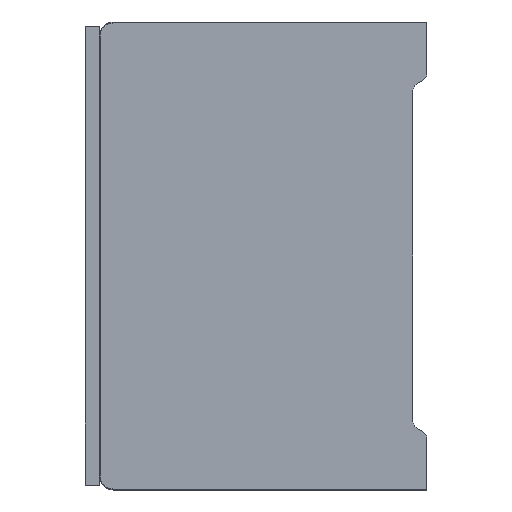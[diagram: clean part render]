
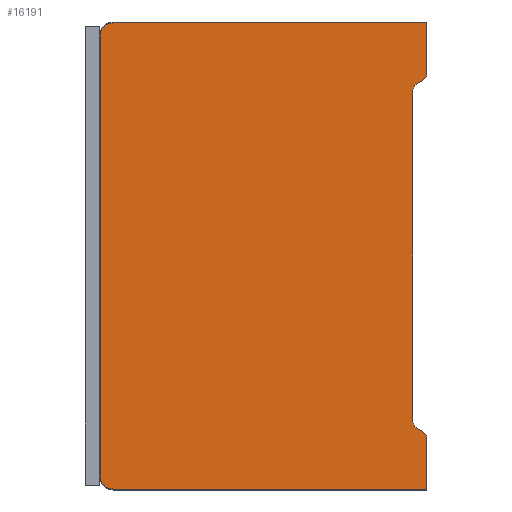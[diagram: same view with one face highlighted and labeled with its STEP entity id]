
A CAD part, left-side view. The second image highlights one B-rep face of the part: STEP entity #16191.
In plain terms, the highlighted planar face has unit normal (-1, 0, 0).
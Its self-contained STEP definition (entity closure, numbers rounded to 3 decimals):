
#3125=DIRECTION('',(0.,0.,1.));
#3126=VECTOR('',#3125,10.8);
#3127=CARTESIAN_POINT('',(0.,0.,-99.8));
#3128=LINE('',#3127,#3126);
#3145=DIRECTION('',(0.,0.,1.));
#3146=VECTOR('',#3145,70.226);
#3147=CARTESIAN_POINT('',(0.,3.,-85.113));
#3148=LINE('',#3147,#3146);
#3173=CARTESIAN_POINT('',(0.,67.,-97.));
#3174=DIRECTION('',(1.,0.,0.));
#3175=DIRECTION('',(0.,0.,-1.));
#3176=AXIS2_PLACEMENT_3D('',#3173,#3174,#3175);
#3178=CARTESIAN_POINT('',(0.,67.,-3.));
#3179=DIRECTION('',(1.,0.,0.));
#3180=DIRECTION('',(0.,1.,0.));
#3181=AXIS2_PLACEMENT_3D('',#3178,#3179,#3180);
#3183=CARTESIAN_POINT('',(0.,1.732,-11.));
#3184=DIRECTION('',(1.,0.,0.));
#3185=DIRECTION('',(0.,-1.,0.));
#3186=AXIS2_PLACEMENT_3D('',#3183,#3184,#3185);
#3188=DIRECTION('',(0.,0.866,-0.5));
#3189=VECTOR('',#3188,1.309);
#3190=CARTESIAN_POINT('',(0.,0.866,-12.5));
#3191=LINE('',#3190,#3189);
#3192=CARTESIAN_POINT('',(0.,1.,-14.887));
#3193=DIRECTION('',(-1.,0.,0.));
#3194=DIRECTION('',(0.,0.5,0.866));
#3195=AXIS2_PLACEMENT_3D('',#3192,#3193,#3194);
#3197=CARTESIAN_POINT('',(0.,1.,-85.113));
#3198=DIRECTION('',(-1.,0.,0.));
#3199=DIRECTION('',(0.,1.,0.));
#3200=AXIS2_PLACEMENT_3D('',#3197,#3198,#3199);
#3202=DIRECTION('',(0.,-0.866,-0.5));
#3203=VECTOR('',#3202,1.309);
#3204=CARTESIAN_POINT('',(0.,2.,
-86.845));
#3205=LINE('',#3204,#3203);
#3206=CARTESIAN_POINT('',(0.,1.732,-89.));
#3207=DIRECTION('',(1.,0.,0.));
#3208=DIRECTION('',(0.,-0.5,0.866));
#3209=AXIS2_PLACEMENT_3D('',#3206,#3207,#3208);
#3215=DIRECTION('',(0.,-1.,0.));
#3216=VECTOR('',#3215,67.);
#3217=CARTESIAN_POINT('',(0.,67.,
-99.8));
#3218=LINE('',#3217,#3216);
#3542=DIRECTION('',(0.,0.,1.));
#3543=VECTOR('',#3542,10.8);
#3544=CARTESIAN_POINT('',(0.,0.,-11.));
#3545=LINE('',#3544,#3543);
#3560=DIRECTION('',(0.,1.,0.));
#3561=VECTOR('',#3560,67.);
#3562=CARTESIAN_POINT('',(0.,0.,-0.2));
#3563=LINE('',#3562,#3561);
#3583=DIRECTION('',(0.,0.,-1.));
#3584=VECTOR('',#3583,94.);
#3585=CARTESIAN_POINT('',(0.,69.8,
-3.));
#3586=LINE('',#3585,#3584);
#10710=CARTESIAN_POINT('',(0.,67.,
-99.8));
#10711=CARTESIAN_POINT('',(0.,69.8,
-97.));
#10712=VERTEX_POINT('',#10710);
#10713=VERTEX_POINT('',#10711);
#10714=CARTESIAN_POINT('',(0.,0.,-99.8));
#10715=VERTEX_POINT('',#10714);
#10716=CARTESIAN_POINT('',(0.,69.8,
-3.));
#10717=VERTEX_POINT('',#10716);
#10718=CARTESIAN_POINT('',(0.,67.,
-0.2));
#10719=VERTEX_POINT('',#10718);
#10720=CARTESIAN_POINT('',(0.,0.,-0.2));
#10721=VERTEX_POINT('',#10720);
#10722=CARTESIAN_POINT('',(0.,0.,-11.));
#10723=VERTEX_POINT('',#10722);
#10724=CARTESIAN_POINT('',(0.,0.866,-12.5));
#10725=VERTEX_POINT('',#10724);
#10726=CARTESIAN_POINT('',(0.,2.,
-13.155));
#10727=VERTEX_POINT('',#10726);
#10728=CARTESIAN_POINT('',(0.,3.,-14.887));
#10729=VERTEX_POINT('',#10728);
#10730=CARTESIAN_POINT('',(0.,3.,-85.113));
#10731=VERTEX_POINT('',#10730);
#10732=CARTESIAN_POINT('',(0.,2.,
-86.845));
#10733=VERTEX_POINT('',#10732);
#10734=CARTESIAN_POINT('',(0.,0.866,-87.5));
#10735=VERTEX_POINT('',#10734);
#10736=CARTESIAN_POINT('',(0.,0.,-89.));
#10737=VERTEX_POINT('',#10736);
#16161=CARTESIAN_POINT('',(0.,34.9,-50.));
#16162=DIRECTION('',(1.,0.,0.));
#16163=DIRECTION('',(0.,0.,1.));
#16164=AXIS2_PLACEMENT_3D('',#16161,#16162,#16163);
#16165=PLANE('',#16164);
#16167=ORIENTED_EDGE('',*,*,#16166,.F.);
#16169=ORIENTED_EDGE('',*,*,#16168,.T.);
#16171=ORIENTED_EDGE('',*,*,#16170,.F.);
#16173=ORIENTED_EDGE('',*,*,#16172,.T.);
#16175=ORIENTED_EDGE('',*,*,#16174,.F.);
#16177=ORIENTED_EDGE('',*,*,#16176,.F.);
#16179=ORIENTED_EDGE('',*,*,#16178,.T.);
#16181=ORIENTED_EDGE('',*,*,#16180,.T.);
#16183=ORIENTED_EDGE('',*,*,#16182,.T.);
#16184=ORIENTED_EDGE('',*,*,#16140,.F.);
#16185=ORIENTED_EDGE('',*,*,#16129,.T.);
#16186=ORIENTED_EDGE('',*,*,#16114,.T.);
#16187=ORIENTED_EDGE('',*,*,#16099,.T.);
#16188=ORIENTED_EDGE('',*,*,#16084,.F.);
#16189=EDGE_LOOP('',(#16167,#16169,#16171,#16173,#16175,#16177,#16179,#16181,
#16183,#16184,#16185,#16186,#16187,#16188));
#16190=FACE_OUTER_BOUND('',#16189,.F.);
#3177=CIRCLE('',#3176,2.8);
#3182=CIRCLE('',#3181,2.8);
#3187=CIRCLE('',#3186,1.732);
#3196=CIRCLE('',#3195,2.);
#3201=CIRCLE('',#3200,2.);
#3210=CIRCLE('',#3209,1.732);
#16084=EDGE_CURVE('',#10715,#10737,#3128,.T.);
#16099=EDGE_CURVE('',#10735,#10737,#3210,.T.);
#16114=EDGE_CURVE('',#10733,#10735,#3205,.T.);
#16129=EDGE_CURVE('',#10731,#10733,#3201,.T.);
#16140=EDGE_CURVE('',#10731,#10729,#3148,.T.);
#16166=EDGE_CURVE('',#10712,#10715,#3218,.T.);
#16168=EDGE_CURVE('',#10712,#10713,#3177,.T.);
#16170=EDGE_CURVE('',#10717,#10713,#3586,.T.);
#16172=EDGE_CURVE('',#10717,#10719,#3182,.T.);
#16174=EDGE_CURVE('',#10721,#10719,#3563,.T.);
#16176=EDGE_CURVE('',#10723,#10721,#3545,.T.);
#16178=EDGE_CURVE('',#10723,#10725,#3187,.T.);
#16180=EDGE_CURVE('',#10725,#10727,#3191,.T.);
#16182=EDGE_CURVE('',#10727,#10729,#3196,.T.);
#16191=ADVANCED_FACE('',(#16190),#16165,.F.);
